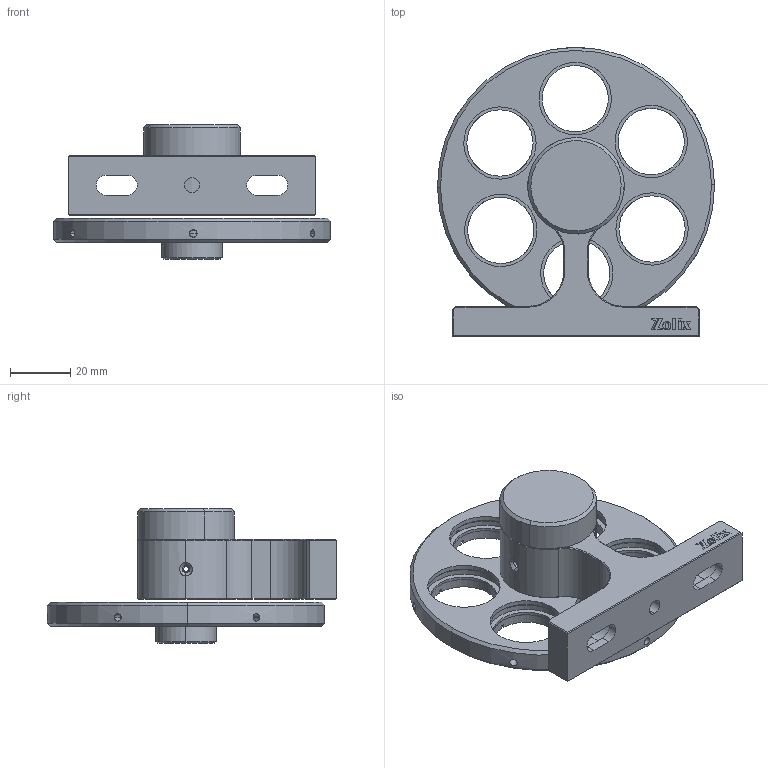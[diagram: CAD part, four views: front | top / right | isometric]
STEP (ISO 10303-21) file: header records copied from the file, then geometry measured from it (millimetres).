
FILE_DESCRIPTION (( 'STEP AP203' ), '1' );
FILE_NAME ('MFW6-25.step', '2019-05-09T08:58:01', ( '' ), ( '' ), 'SwSTEP 2.0', 'SolidWorks 2016', '' );
FILE_SCHEMA (( 'CONFIG_CONTROL_DESIGN' ));
Length unit declared in the file: millimetre
Products named in the file (1): MFW6-25
Bounding box: 92 x 96 x 44.5 mm (x, y, z)
Surface area: 33040.6 mm2 (no closed solid volume)
Topology: 0 solids, 31 shells, 296 faces, 1293 edges, 1038 vertices
Faces by surface type: plane 147, cylinder 105, cone 44
Entity records: 14054 total; most frequent: CARTESIAN_POINT 3384, DIRECTION 2157, ORIENTED_EDGE 1888, EDGE_CURVE 1293, VERTEX_POINT 1038, VECTOR 903, LINE 903, AXIS2_PLACEMENT_3D 627
